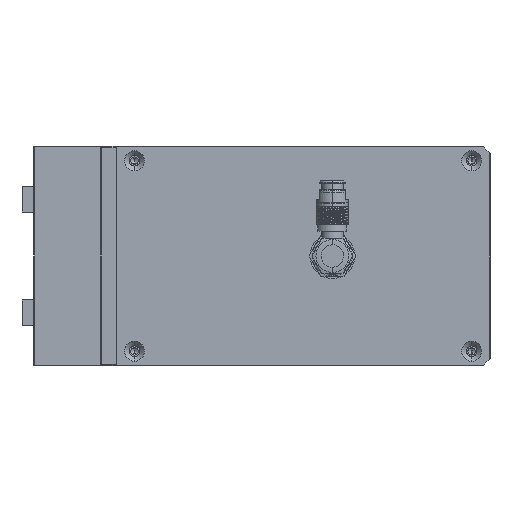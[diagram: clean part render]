
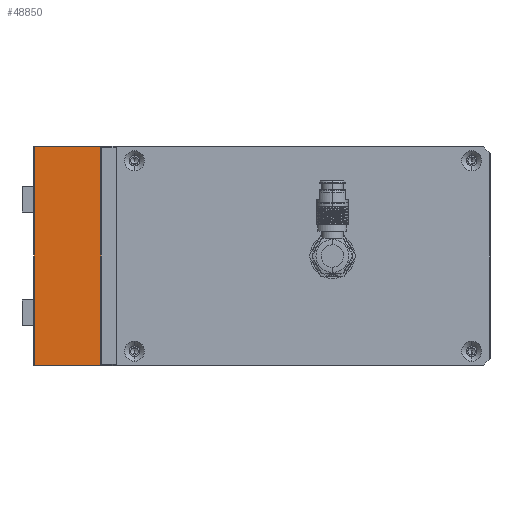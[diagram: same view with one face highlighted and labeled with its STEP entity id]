
A CAD part, left-side view. The second image highlights one B-rep face of the part: STEP entity #48850.
In plain terms, the highlighted planar face has unit normal (-1, 0, 0).
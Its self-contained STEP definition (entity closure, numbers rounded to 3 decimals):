
#1545 = CARTESIAN_POINT ( 'NONE',  ( -115., 9.05, -29.8 ) ) ;
#4212 = ORIENTED_EDGE ( 'NONE', *, *, #17366, .T. ) ;
#8846 = CARTESIAN_POINT ( 'NONE',  ( -115., -9.05, -29.8 ) ) ;
#10022 = EDGE_CURVE ( 'NONE', #102541, #95731, #84874, .T. ) ;
#11212 = CARTESIAN_POINT ( 'NONE',  ( -115., 9.25, -29.8 ) ) ;
#13328 = VERTEX_POINT ( 'NONE', #31552 ) ;
#16749 = ORIENTED_EDGE ( 'NONE', *, *, #10022, .T. ) ;
#17366 = EDGE_CURVE ( 'NONE', #113672, #13328, #67440, .T. ) ;
#18032 = EDGE_LOOP ( 'NONE', ( #16749, #25421, #4212, #77953 ) ) ;
#19074 = DIRECTION ( 'NONE',  ( 0., 0., -1. ) ) ;
#19432 = CARTESIAN_POINT ( 'NONE',  ( -115., 9.05, 29.8 ) ) ;
#19513 = CARTESIAN_POINT ( 'NONE',  ( -115., -9.05, -30. ) ) ;
#25421 = ORIENTED_EDGE ( 'NONE', *, *, #25515, .T. ) ;
#25515 = EDGE_CURVE ( 'NONE', #95731, #113672, #57553, .T. ) ;
#31552 = CARTESIAN_POINT ( 'NONE',  ( -115., -9.05, 29.8 ) ) ;
#37347 = PLANE ( 'NONE',  #116323 ) ;
#42239 = DIRECTION ( 'NONE',  ( 0., 1., 0. ) ) ;
#48850 = ADVANCED_FACE ( 'NONE', ( #89748 ), #37347, .F. ) ;
#50021 = EDGE_CURVE ( 'NONE', #13328, #102541, #104093, .T. ) ;
#50102 = VECTOR ( 'NONE', #86950, 1000. ) ;
#57553 = LINE ( 'NONE', #11212, #109817 ) ;
#65683 = DIRECTION ( 'NONE',  ( 1., 0., 0. ) ) ;
#66130 = DIRECTION ( 'NONE',  ( 0., 0., 1. ) ) ;
#67440 = LINE ( 'NONE', #19513, #74568 ) ;
#74568 = VECTOR ( 'NONE', #66130, 1000. ) ;
#77953 = ORIENTED_EDGE ( 'NONE', *, *, #50021, .T. ) ;
#84874 = LINE ( 'NONE', #116143, #50102 ) ;
#85406 = DIRECTION ( 'NONE',  ( 0., -1., 0. ) ) ;
#86950 = DIRECTION ( 'NONE',  ( 0., 0., -1. ) ) ;
#89748 = FACE_OUTER_BOUND ( 'NONE', #18032, .T. ) ;
#95731 = VERTEX_POINT ( 'NONE', #1545 ) ;
#102541 = VERTEX_POINT ( 'NONE', #19432 ) ;
#104093 = LINE ( 'NONE', #106755, #112819 ) ;
#106755 = CARTESIAN_POINT ( 'NONE',  ( -115., 9.25, 29.8 ) ) ;
#109817 = VECTOR ( 'NONE', #85406, 1000. ) ;
#112382 = CARTESIAN_POINT ( 'NONE',  ( -115., 9.25, -30. ) ) ;
#112819 = VECTOR ( 'NONE', #42239, 1000. ) ;
#113672 = VERTEX_POINT ( 'NONE', #8846 ) ;
#116143 = CARTESIAN_POINT ( 'NONE',  ( -115., 9.05, -30. ) ) ;
#116323 = AXIS2_PLACEMENT_3D ( 'NONE', #112382, #65683, #19074 ) ;
